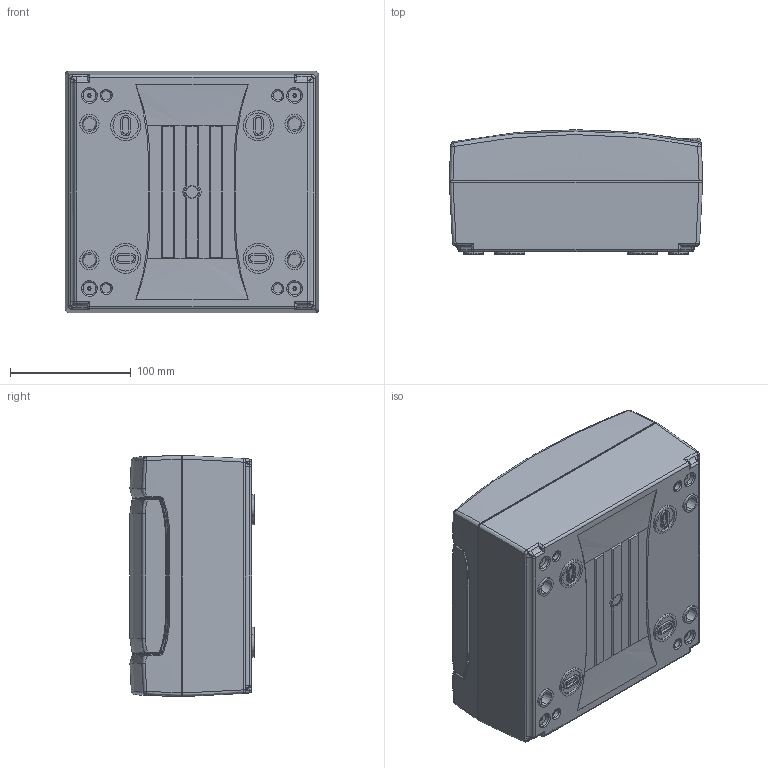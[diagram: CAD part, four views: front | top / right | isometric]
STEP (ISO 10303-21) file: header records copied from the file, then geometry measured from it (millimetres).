
FILE_DESCRIPTION (( 'STEP AP203' ), '1' );
FILE_NAME ('84608.STEP', '2016-01-13T13:16:40', ( '1' ), ( '' ), 'SwSTEP 2.0', 'SolidWorks 2012', '' );
FILE_SCHEMA (( 'CONFIG_CONTROL_DESIGN' ));
Length unit declared in the file: millimetre
Products named in the file (9): 84608; MSBR-8-8; MSBR-7-8; MSBR-6-8; MSBR-5-8; MSBR-4-9; MSBR-3-9; MSBR-2-9; MSBR-1-9
Assembly tree (8 placements, depth 2):
  84608
    MSBR-1-9
    MSBR-2-9
    MSBR-3-9
    MSBR-4-9
    MSBR-5-8
    MSBR-6-8
    MSBR-7-8
    MSBR-8-8
Bounding box: 210 x 102.96 x 200 mm (x, y, z)
Volume: 476277.7 mm3; surface area: 448137 mm2
Topology: 8 solids, 8 shells, 2821 faces, 7357 edges, 4638 vertices
Faces by surface type: plane 1179, bspline 698, cylinder 511, cone 433
Entity records: 118754 total; most frequent: CARTESIAN_POINT 58569, ORIENTED_EDGE 14706, DIRECTION 9012, EDGE_CURVE 7353, VERTEX_POINT 4638, AXIS2_PLACEMENT_3D 3118, EDGE_LOOP 2947, B_SPLINE_CURVE_WITH_KNOTS 2930
